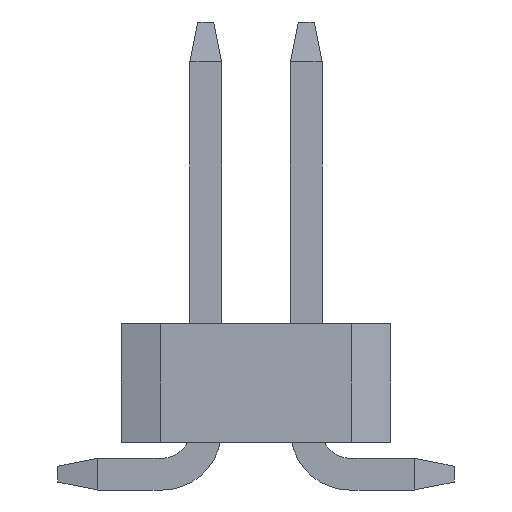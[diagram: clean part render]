
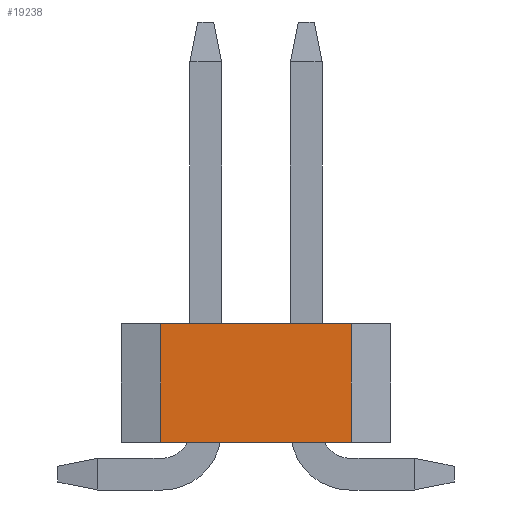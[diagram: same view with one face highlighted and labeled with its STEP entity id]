
A CAD part, front view. The second image highlights one B-rep face of the part: STEP entity #19238.
In plain terms, the highlighted face is planar.
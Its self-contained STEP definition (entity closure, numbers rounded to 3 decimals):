
#1088=ORIENTED_EDGE('',*,*,#4868,.F.);
#1089=ORIENTED_EDGE('',*,*,#4725,.T.);
#1090=ORIENTED_EDGE('',*,*,#4869,.T.);
#1091=ORIENTED_EDGE('',*,*,#4822,.F.);
#4725=EDGE_CURVE('',#6595,#6594,#7955,.T.);
#4822=EDGE_CURVE('',#6678,#6679,#8052,.T.);
#4868=EDGE_CURVE('',#6595,#6678,#8098,.T.);
#4869=EDGE_CURVE('',#6594,#6679,#8099,.T.);
#6594=VERTEX_POINT('',#25544);
#6595=VERTEX_POINT('',#25546);
#6678=VERTEX_POINT('',#25754);
#6679=VERTEX_POINT('',#25755);
#7955=LINE('',#25545,#9837);
#8052=LINE('',#25753,#9934);
#8098=LINE('',#25818,#9980);
#8099=LINE('',#25819,#9981);
#9837=VECTOR('',#21579,1000.);
#9934=VECTOR('',#21732,1000.);
#9980=VECTOR('',#21808,1000.);
#9981=VECTOR('',#21809,1000.);
#11356=EDGE_LOOP('',(#1088,#1089,#1090,#1091));
#12172=FACE_BOUND('',#11356,.T.);
#12988=PLANE('',#20033);
#19238=ADVANCED_FACE('',(#12172),#12988,.T.);
#20033=AXIS2_PLACEMENT_3D('',#25817,#21806,#21807);
#21579=DIRECTION('',(0.,0.,1.));
#21732=DIRECTION('',(0.,0.,1.));
#21806=DIRECTION('',(-1.,0.,0.));
#21807=DIRECTION('',(0.,0.,1.));
#21808=DIRECTION('',(0.,1.,0.));
#21809=DIRECTION('',(0.,1.,0.));
#25544=CARTESIAN_POINT('',(-8.89,-1.2,0.75));
#25545=CARTESIAN_POINT('',(-8.89,-1.2,-17.561));
#25546=CARTESIAN_POINT('',(-8.89,-1.2,-0.75));
#25753=CARTESIAN_POINT('',(-8.89,1.2,-17.561));
#25754=CARTESIAN_POINT('',(-8.89,1.2,-0.75));
#25755=CARTESIAN_POINT('',(-8.89,1.2,0.75));
#25817=CARTESIAN_POINT('',(-8.89,-1.7,-0.75));
#25818=CARTESIAN_POINT('',(-8.89,-1.7,-0.75));
#25819=CARTESIAN_POINT('',(-8.89,-1.7,0.75));
